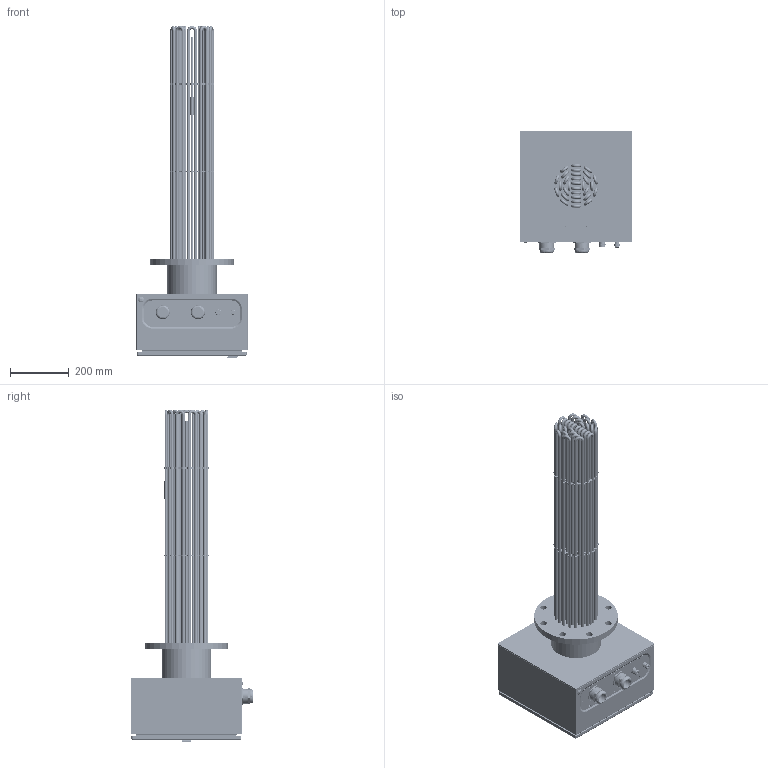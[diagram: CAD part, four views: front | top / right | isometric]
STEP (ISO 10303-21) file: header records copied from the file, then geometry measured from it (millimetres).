
FILE_DESCRIPTION (( 'STEP AP214' ), '1' );
FILE_NAME ('180021 - SSFHK 100 kW DN150 ET 800.STEP', '2021-06-08T07:58:59', ( '' ), ( '' ), 'SwSTEP 2.0', 'SolidWorks 2021', '' );
FILE_SCHEMA (( 'AUTOMOTIVE_DESIGN' ));
Length unit declared in the file: millimetre
Products named in the file (23): BODENDECKEL 380^AK 380x380x210_Anschlusskasten_SSFHK; Distanzscheiben^SSFHK_DN150 - 30 RHK; Fühlerschutzrohre^SSFHK_DN150 - 800 mm; Kühlstrecke^SSFHK_DN150; FSR STB^Fühlerschutzrohre_SSFHK; Messingbrücken^SSFHK_TYP G - DN150 - 30 RHK; DECKEL 380^AK 380x380x210_Anschlusskasten_SSFHK; Rohrheizkörper^SSFHK_DN150 - 30 RHK - 800 mm; KV M16 WT MS^Kabelverschraubung_SSFHK; SCHLOSS 380^AK 380x380x210_Anschlusskasten_SSFHK; WB 10er^Fühlerschutzrohre_SSFHK; STB TF^Fühlerschutzrohre_SSFHK_800mm; Anschlusskastenplatte^SSFHK_380; RHK^Rohrheizkörper_SSFHK_ET 800; BODY 380^AK 380x380x210_Anschlusskasten_SSFHK; AK 380x380x210^Anschlusskasten_SSFHK; Flansch^SSFHK_DN150 - 30 RHK; Anschlusskasten^SSFHK_380x380x210; 180021 - SSFHK 100 kW DN150 ET 800; Kabelverschraubung^SSFHK_2xM50+M20+M16; VM^SSFHK_DN150 - 24 RHK - 800mm; KV M20 WT MS^Kabelverschraubung_SSFHK; KV M50 WT MS^Kabelverschraubung_SSFHK
Assembly tree (53 placements, depth 4):
  180021 - SSFHK 100 kW DN150 ET 800
    Flansch^SSFHK_DN150 - 30 RHK
    Rohrheizkörper^SSFHK_DN150 - 30 RHK - 800 mm
      RHK^Rohrheizkörper_SSFHK_ET 800  x30
    Distanzscheiben^SSFHK_DN150 - 30 RHK  x2
    Kühlstrecke^SSFHK_DN150
    Anschlusskastenplatte^SSFHK_380
    Fühlerschutzrohre^SSFHK_DN150 - 800 mm
      FSR STB^Fühlerschutzrohre_SSFHK
      STB TF^Fühlerschutzrohre_SSFHK_800mm
      WB 10er^Fühlerschutzrohre_SSFHK
    Anschlusskasten^SSFHK_380x380x210
      AK 380x380x210^Anschlusskasten_SSFHK
        BODY 380^AK 380x380x210_Anschlusskasten_SSFHK
        DECKEL 380^AK 380x380x210_Anschlusskasten_SSFHK
        SCHLOSS 380^AK 380x380x210_Anschlusskasten_SSFHK
        BODENDECKEL 380^AK 380x380x210_Anschlusskasten_SSFHK
    Kabelverschraubung^SSFHK_2xM50+M20+M16
      KV M16 WT MS^Kabelverschraubung_SSFHK
      KV M20 WT MS^Kabelverschraubung_SSFHK
      KV M50 WT MS^Kabelverschraubung_SSFHK  x2
    Messingbrücken^SSFHK_TYP G - DN150 - 30 RHK
    VM^SSFHK_DN150 - 24 RHK - 800mm
Bounding box: 380 x 418.48 x 1134.1 mm (x, y, z)
Volume: 4394774.5 mm3; surface area: 4795054.3 mm2
Topology: 75 solids, 75 shells, 5362 faces, 14664 edges, 9518 vertices
Faces by surface type: cylinder 3583, plane 1258, torus 246, cone 184, bspline 91
Entity records: 119949 total; most frequent: CARTESIAN_POINT 24042, DIRECTION 18814, ORIENTED_EDGE 17204, EDGE_CURVE 8602, AXIS2_PLACEMENT_3D 7470, VERTEX_POINT 5612, CIRCLE 4332, EDGE_LOOP 3978
